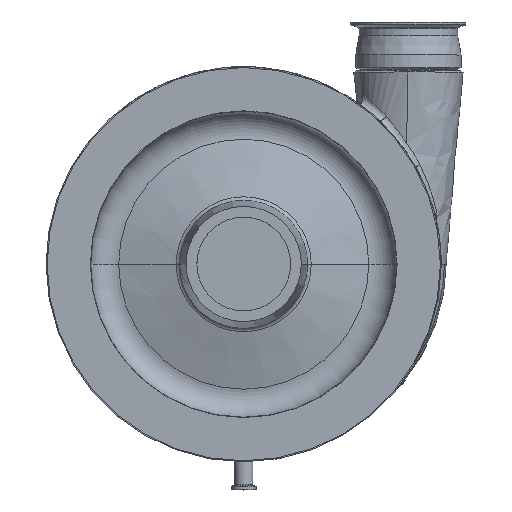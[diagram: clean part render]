
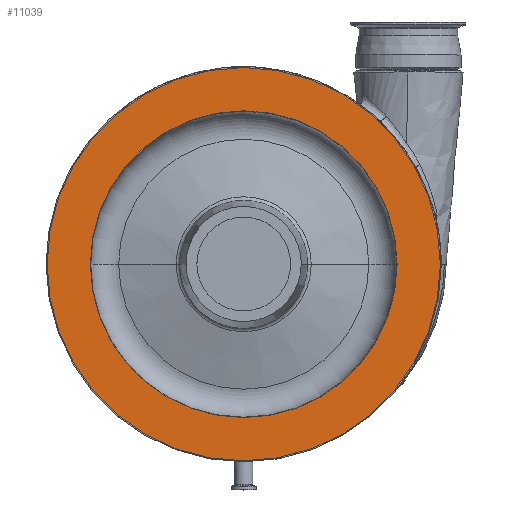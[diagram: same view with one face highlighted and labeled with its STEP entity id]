
A CAD part, top view. The second image highlights one B-rep face of the part: STEP entity #11039.
In plain terms, the highlighted planar face has unit normal (0, 0, 1).
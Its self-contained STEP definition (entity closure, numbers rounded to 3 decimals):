
#497 = EDGE_CURVE ( 'NONE', #10492, #1947, #2467, .T. ) ;
#510 = DIRECTION ( 'NONE',  ( 0., 0., -1. ) ) ;
#1213 = CARTESIAN_POINT ( 'NONE',  ( 0., 0., 271. ) ) ;
#1416 = EDGE_CURVE ( 'NONE', #8125, #4544, #2926, .T. ) ;
#1591 = EDGE_LOOP ( 'NONE', ( #5923, #9402 ) ) ;
#1859 = EDGE_LOOP ( 'NONE', ( #2604, #5280 ) ) ;
#1947 = VERTEX_POINT ( 'NONE', #7117 ) ;
#2154 = CARTESIAN_POINT ( 'NONE',  ( 0., 0., 271. ) ) ;
#2296 = DIRECTION ( 'NONE',  ( 0., 0., -1. ) ) ;
#2467 = CIRCLE ( 'NONE', #8937, 158.354 ) ;
#2604 = ORIENTED_EDGE ( 'NONE', *, *, #1416, .F. ) ;
#2651 = FACE_BOUND ( 'NONE', #1591, .T. ) ;
#2926 = CIRCLE ( 'NONE', #10381, 203. ) ;
#3010 = DIRECTION ( 'NONE',  ( 0., 0., -1. ) ) ;
#3278 = AXIS2_PLACEMENT_3D ( 'NONE', #8596, #8531, #3642 ) ;
#3642 = DIRECTION ( 'NONE',  ( 1., 0., 0. ) ) ;
#3844 = PLANE ( 'NONE',  #3278 ) ;
#3881 = AXIS2_PLACEMENT_3D ( 'NONE', #11351, #510, #7302 ) ;
#4544 = VERTEX_POINT ( 'NONE', #10091 ) ;
#4682 = FACE_OUTER_BOUND ( 'NONE', #1859, .T. ) ;
#4962 = DIRECTION ( 'NONE',  ( -1., 0., 0. ) ) ;
#5244 = CARTESIAN_POINT ( 'NONE',  ( 0., 0., 271. ) ) ;
#5280 = ORIENTED_EDGE ( 'NONE', *, *, #10348, .F. ) ;
#5923 = ORIENTED_EDGE ( 'NONE', *, *, #12026, .T. ) ;
#7117 = CARTESIAN_POINT ( 'NONE',  ( -158.354, 0., 271. ) ) ;
#7302 = DIRECTION ( 'NONE',  ( -1., 0., 0. ) ) ;
#8125 = VERTEX_POINT ( 'NONE', #9762 ) ;
#8374 = DIRECTION ( 'NONE',  ( -1., 0., 0. ) ) ;
#8531 = DIRECTION ( 'NONE',  ( 0., 0., 1. ) ) ;
#8596 = CARTESIAN_POINT ( 'NONE',  ( 0., 158.354, 271. ) ) ;
#8728 = CIRCLE ( 'NONE', #10569, 158.354 ) ;
#8800 = CARTESIAN_POINT ( 'NONE',  ( 158.354, 0., 271. ) ) ;
#8937 = AXIS2_PLACEMENT_3D ( 'NONE', #1213, #11275, #11152 ) ;
#9402 = ORIENTED_EDGE ( 'NONE', *, *, #497, .T. ) ;
#9762 = CARTESIAN_POINT ( 'NONE',  ( -203., 0., 271. ) ) ;
#10091 = CARTESIAN_POINT ( 'NONE',  ( 203., 0., 271. ) ) ;
#10095 = CIRCLE ( 'NONE', #3881, 203. ) ;
#10348 = EDGE_CURVE ( 'NONE', #4544, #8125, #10095, .T. ) ;
#10381 = AXIS2_PLACEMENT_3D ( 'NONE', #2154, #3010, #4962 ) ;
#10492 = VERTEX_POINT ( 'NONE', #8800 ) ;
#10569 = AXIS2_PLACEMENT_3D ( 'NONE', #5244, #2296, #8374 ) ;
#11039 = ADVANCED_FACE ( 'NONE', ( #2651, #4682 ), #3844, .T. ) ;
#11152 = DIRECTION ( 'NONE',  ( -1., 0., 0. ) ) ;
#11275 = DIRECTION ( 'NONE',  ( 0., 0., -1. ) ) ;
#11351 = CARTESIAN_POINT ( 'NONE',  ( 0., 0., 271. ) ) ;
#12026 = EDGE_CURVE ( 'NONE', #1947, #10492, #8728, .T. ) ;
